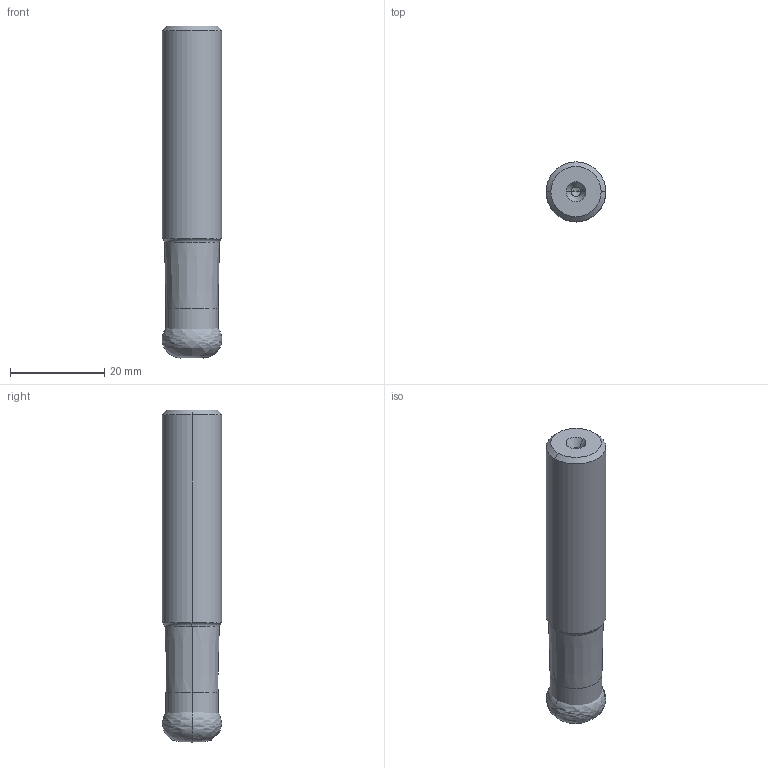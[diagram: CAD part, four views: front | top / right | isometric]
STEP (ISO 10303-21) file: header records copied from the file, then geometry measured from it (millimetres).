
FILE_DESCRIPTION(/* description */ (''),/* implementation_level */ '2;1');
FILE_NAME(/* name */ 'BRP3UNR081W08_ID0_313.stp',/* time_stamp */ '2017-10-10T12:57:58+09:00',/* author */ (''),/* organization */ (''),/* preprocessor_version */ 'ST-DEVELOPER v16',/* originating_system */ 'SIEMENS PLM Software NX 10.0',/* authorisation */ '');
FILE_SCHEMA (('AUTOMOTIVE_DESIGN { 1 0 10303 214 3 1 1 1 }'));
Length unit declared in the file: millimetre
Products named in the file (1): BRP3UNR081W08_ID0_313_ASM
Bounding box: 12.7 x 12.7 x 70.64 mm (x, y, z)
Volume: 8838.9 mm3; surface area: 3286.5 mm2
Topology: 2 solids, 2 shells, 24 faces, 58 edges, 33 vertices
Faces by surface type: cone 10, cylinder 6, bspline 4, plane 2, torus 2
Entity records: 922 total; most frequent: CARTESIAN_POINT 270, DIRECTION 150, ORIENTED_EDGE 104, AXIS2_PLACEMENT_3D 67, EDGE_CURVE 52, CIRCLE 36, VERTEX_POINT 33, EDGE_LOOP 25
